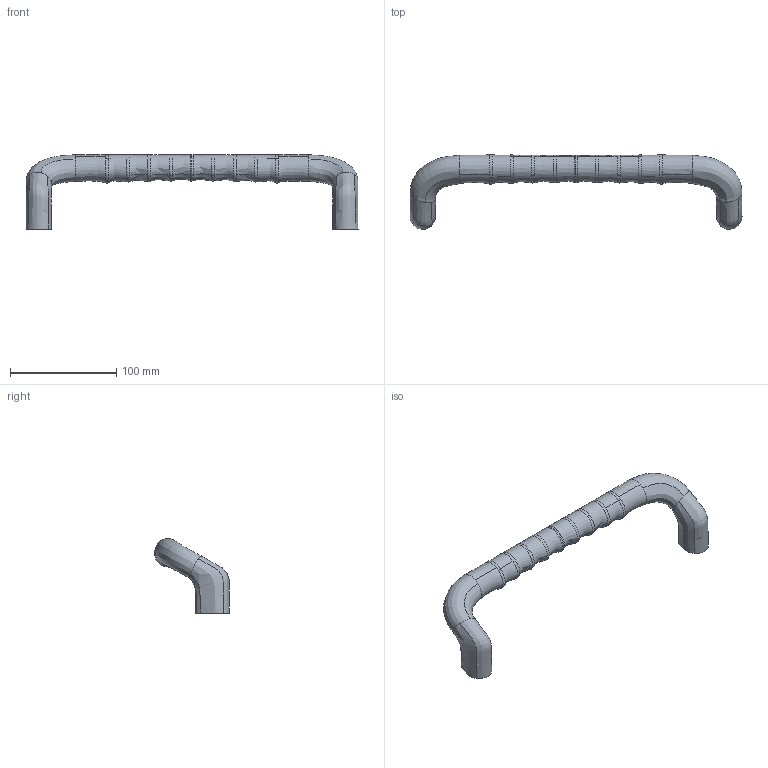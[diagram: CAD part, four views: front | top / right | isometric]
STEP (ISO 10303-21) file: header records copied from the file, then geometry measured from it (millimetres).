
FILE_DESCRIPTION( (''), '2;1');
FILE_NAME ('PC50.7500.THA_474_6985.stp','2021-08-04T15:04:57',(''),(''),'spGate 17.5.2','','');
FILE_SCHEMA (('AUTOMOTIVE_DESIGN'));
Length unit declared in the file: millimetre
Products named in the file (4): Assembly; THA_474_M1; THA_474_M2; THA_474_M3
Assembly tree (3 placements, depth 2):
  Assembly
    THA_474_M1
    THA_474_M2
    THA_474_M3
Bounding box: 311.98 x 70.02 x 70 mm (x, y, z)
Volume: 211673.7 mm3; surface area: 38107.3 mm2
Topology: 3 solids, 3 shells, 108 faces, 250 edges, 158 vertices
Faces by surface type: bspline 64, cylinder 28, plane 16
Entity records: 22376 total; most frequent: CARTESIAN_POINT 18350, ORIENTED_EDGE 500, COLOUR_RGB 361, PRESENTATION_STYLE_ASSIGNMENT 361, STYLED_ITEM 361, DIRECTION 276, EDGE_CURVE 250, DRAUGHTING_PRE_DEFINED_CURVE_FONT 250
